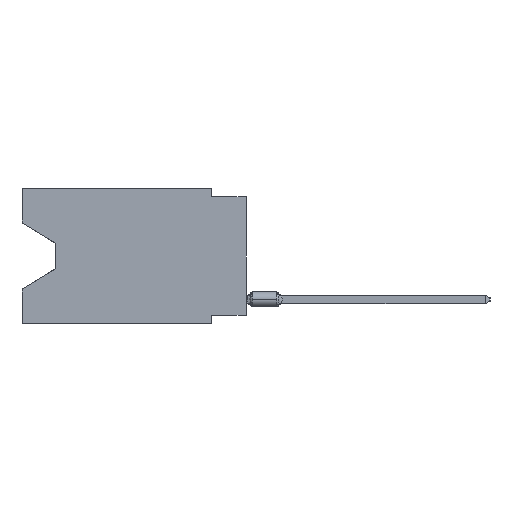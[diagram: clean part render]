
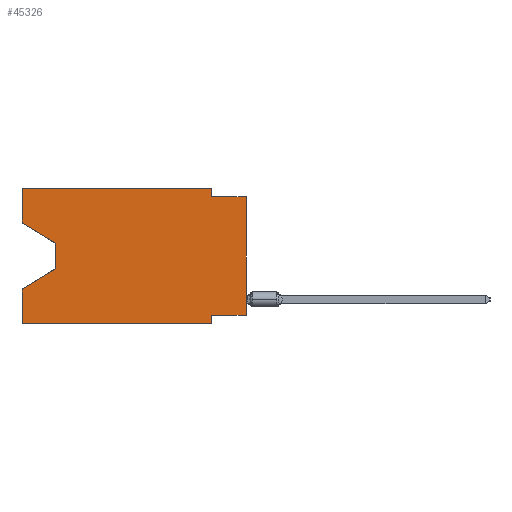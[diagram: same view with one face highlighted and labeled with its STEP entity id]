
A CAD part, left-side view. The second image highlights one B-rep face of the part: STEP entity #45326.
In plain terms, the highlighted planar face has unit normal (-1, 0, 0).
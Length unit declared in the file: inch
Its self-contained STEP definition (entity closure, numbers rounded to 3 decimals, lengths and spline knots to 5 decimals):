
#418 = VERTEX_POINT ( 'NONE', #18856 ) ;
#766 = CARTESIAN_POINT ( 'NONE',  ( 0., 0.645, -0.28975 ) ) ;
#892 = CARTESIAN_POINT ( 'NONE',  ( 0., 0.645, 0. ) ) ;
#2440 = VECTOR ( 'NONE', #55453, 39.37008 ) ;
#5176 = ORIENTED_EDGE ( 'NONE', *, *, #53863, .F. ) ;
#5327 = CARTESIAN_POINT ( 'NONE',  ( 0., 0.645, 0. ) ) ;
#5550 = EDGE_CURVE ( 'NONE', #29970, #8089, #15070, .T. ) ;
#6602 = LINE ( 'NONE', #12652, #17379 ) ;
#7563 = CARTESIAN_POINT ( 'NONE',  ( 0., 0.1, 0. ) ) ;
#7598 = VECTOR ( 'NONE', #40387, 39.37008 ) ;
#7756 = LINE ( 'NONE', #63733, #52205 ) ;
#8089 = VERTEX_POINT ( 'NONE', #766 ) ;
#8317 = ORIENTED_EDGE ( 'NONE', *, *, #13140, .F. ) ;
#8812 = CARTESIAN_POINT ( 'NONE',  ( 0., 0.55, -0.232 ) ) ;
#9277 = ORIENTED_EDGE ( 'NONE', *, *, #60658, .T. ) ;
#9958 = ORIENTED_EDGE ( 'NONE', *, *, #64165, .T. ) ;
#10350 = LINE ( 'NONE', #5327, #41728 ) ;
#10729 = EDGE_CURVE ( 'NONE', #35074, #22226, #65817, .T. ) ;
#11148 = LINE ( 'NONE', #61757, #57413 ) ;
#12652 = CARTESIAN_POINT ( 'NONE',  ( 0., 0., -0.365 ) ) ;
#13140 = EDGE_CURVE ( 'NONE', #18056, #8089, #45408, .T. ) ;
#13617 = LINE ( 'NONE', #43788, #40314 ) ;
#15070 = LINE ( 'NONE', #20424, #15503 ) ;
#15087 = CARTESIAN_POINT ( 'NONE',  ( 0., 0.1, -0.025 ) ) ;
#15503 = VECTOR ( 'NONE', #56299, 39.37008 ) ;
#16015 = CARTESIAN_POINT ( 'NONE',  ( 0., 0.1, -0.39 ) ) ;
#16233 = CARTESIAN_POINT ( 'NONE',  ( 0., 0.645, 0. ) ) ;
#17379 = VECTOR ( 'NONE', #52202, 39.37008 ) ;
#17778 = CARTESIAN_POINT ( 'NONE',  ( 0., 0.645, -0.10025 ) ) ;
#18056 = VERTEX_POINT ( 'NONE', #20836 ) ;
#18282 = VERTEX_POINT ( 'NONE', #16015 ) ;
#18343 = EDGE_LOOP ( 'NONE', ( #48217, #9277, #22497, #8317, #9958, #52927, #5176, #26007, #39246, #65292, #41649, #64411 ) ) ;
#18856 = CARTESIAN_POINT ( 'NONE',  ( 0., 0.1, -0.365 ) ) ;
#20424 = CARTESIAN_POINT ( 'NONE',  ( 0., 0.55, -0.232 ) ) ;
#20836 = CARTESIAN_POINT ( 'NONE',  ( 0., 0.645, -0.39 ) ) ;
#21433 = DIRECTION ( 'NONE',  ( 0., 0., -1. ) ) ;
#22226 = VERTEX_POINT ( 'NONE', #36449 ) ;
#22497 = ORIENTED_EDGE ( 'NONE', *, *, #5550, .T. ) ;
#22759 = EDGE_CURVE ( 'NONE', #418, #18282, #27340, .T. ) ;
#23801 = VECTOR ( 'NONE', #55599, 39.37008 ) ;
#24629 = CARTESIAN_POINT ( 'NONE',  ( 0., 0.1, 0. ) ) ;
#25139 = CARTESIAN_POINT ( 'NONE',  ( 0., 0.645, 0. ) ) ;
#25932 = CARTESIAN_POINT ( 'NONE',  ( 0., 0.645, -0.10025 ) ) ;
#26007 = ORIENTED_EDGE ( 'NONE', *, *, #47415, .T. ) ;
#26320 = CARTESIAN_POINT ( 'NONE',  ( 0., 0., 0. ) ) ;
#26330 = EDGE_CURVE ( 'NONE', #35074, #56565, #10350, .T. ) ;
#27340 = LINE ( 'NONE', #47803, #51213 ) ;
#29970 = VERTEX_POINT ( 'NONE', #8812 ) ;
#30886 = VERTEX_POINT ( 'NONE', #31003 ) ;
#31003 = CARTESIAN_POINT ( 'NONE',  ( 0., 0., -0.365 ) ) ;
#31155 = DIRECTION ( 'NONE',  ( 1., 0., 0. ) ) ;
#33722 = VECTOR ( 'NONE', #45758, 39.37008 ) ;
#35074 = VERTEX_POINT ( 'NONE', #17778 ) ;
#35471 = LINE ( 'NONE', #54954, #23801 ) ;
#35565 = VERTEX_POINT ( 'NONE', #7563 ) ;
#35860 = FACE_OUTER_BOUND ( 'NONE', #18343, .T. ) ;
#36143 = DIRECTION ( 'NONE',  ( 0., 0., 1. ) ) ;
#36411 = EDGE_CURVE ( 'NONE', #51701, #48058, #35471, .T. ) ;
#36449 = CARTESIAN_POINT ( 'NONE',  ( 0., 0.55, -0.158 ) ) ;
#36724 = DIRECTION ( 'NONE',  ( 0., 0., -1. ) ) ;
#39246 = ORIENTED_EDGE ( 'NONE', *, *, #36411, .F. ) ;
#40314 = VECTOR ( 'NONE', #44103, 39.37008 ) ;
#40387 = DIRECTION ( 'NONE',  ( 0., 0., -1. ) ) ;
#41649 = ORIENTED_EDGE ( 'NONE', *, *, #61454, .F. ) ;
#41728 = VECTOR ( 'NONE', #36143, 39.37008 ) ;
#43788 = CARTESIAN_POINT ( 'NONE',  ( 0., 0.55, -0.158 ) ) ;
#44103 = DIRECTION ( 'NONE',  ( 0., 0., -1. ) ) ;
#45326 = ADVANCED_FACE ( 'NONE', ( #35860 ), #56302, .F. ) ;
#45408 = LINE ( 'NONE', #16233, #33722 ) ;
#45440 = LINE ( 'NONE', #26320, #55452 ) ;
#45758 = DIRECTION ( 'NONE',  ( 0., 0., 1. ) ) ;
#46697 = DIRECTION ( 'NONE',  ( 0., -1., 0. ) ) ;
#47415 = EDGE_CURVE ( 'NONE', #30886, #48058, #45440, .T. ) ;
#47803 = CARTESIAN_POINT ( 'NONE',  ( 0., 0.1, -0.39 ) ) ;
#47841 = AXIS2_PLACEMENT_3D ( 'NONE', #25139, #31155, #21433 ) ;
#48058 = VERTEX_POINT ( 'NONE', #59056 ) ;
#48217 = ORIENTED_EDGE ( 'NONE', *, *, #10729, .T. ) ;
#48991 = DIRECTION ( 'NONE',  ( 0., -1., 0. ) ) ;
#49765 = EDGE_CURVE ( 'NONE', #35565, #51701, #50129, .T. ) ;
#50129 = LINE ( 'NONE', #24629, #7598 ) ;
#51213 = VECTOR ( 'NONE', #36724, 39.37008 ) ;
#51701 = VERTEX_POINT ( 'NONE', #15087 ) ;
#52202 = DIRECTION ( 'NONE',  ( 0., 1., 0. ) ) ;
#52205 = VECTOR ( 'NONE', #48991, 39.37008 ) ;
#52927 = ORIENTED_EDGE ( 'NONE', *, *, #22759, .F. ) ;
#53863 = EDGE_CURVE ( 'NONE', #30886, #418, #6602, .T. ) ;
#54954 = CARTESIAN_POINT ( 'NONE',  ( 0., 0., -0.025 ) ) ;
#55452 = VECTOR ( 'NONE', #66186, 39.37008 ) ;
#55453 = DIRECTION ( 'NONE',  ( 0., -0.855, -0.519 ) ) ;
#55599 = DIRECTION ( 'NONE',  ( 0., -1., 0. ) ) ;
#56299 = DIRECTION ( 'NONE',  ( 0., 0.855, -0.519 ) ) ;
#56302 = PLANE ( 'NONE',  #47841 ) ;
#56565 = VERTEX_POINT ( 'NONE', #892 ) ;
#57413 = VECTOR ( 'NONE', #46697, 39.37008 ) ;
#59056 = CARTESIAN_POINT ( 'NONE',  ( 0., 0., -0.025 ) ) ;
#60658 = EDGE_CURVE ( 'NONE', #22226, #29970, #13617, .T. ) ;
#61454 = EDGE_CURVE ( 'NONE', #56565, #35565, #7756, .T. ) ;
#61757 = CARTESIAN_POINT ( 'NONE',  ( 0., 0.645, -0.39 ) ) ;
#63733 = CARTESIAN_POINT ( 'NONE',  ( 0., 0.645, 0. ) ) ;
#64165 = EDGE_CURVE ( 'NONE', #18056, #18282, #11148, .T. ) ;
#64411 = ORIENTED_EDGE ( 'NONE', *, *, #26330, .F. ) ;
#65292 = ORIENTED_EDGE ( 'NONE', *, *, #49765, .F. ) ;
#65817 = LINE ( 'NONE', #25932, #2440 ) ;
#66186 = DIRECTION ( 'NONE',  ( 0., 0., 1. ) ) ;
